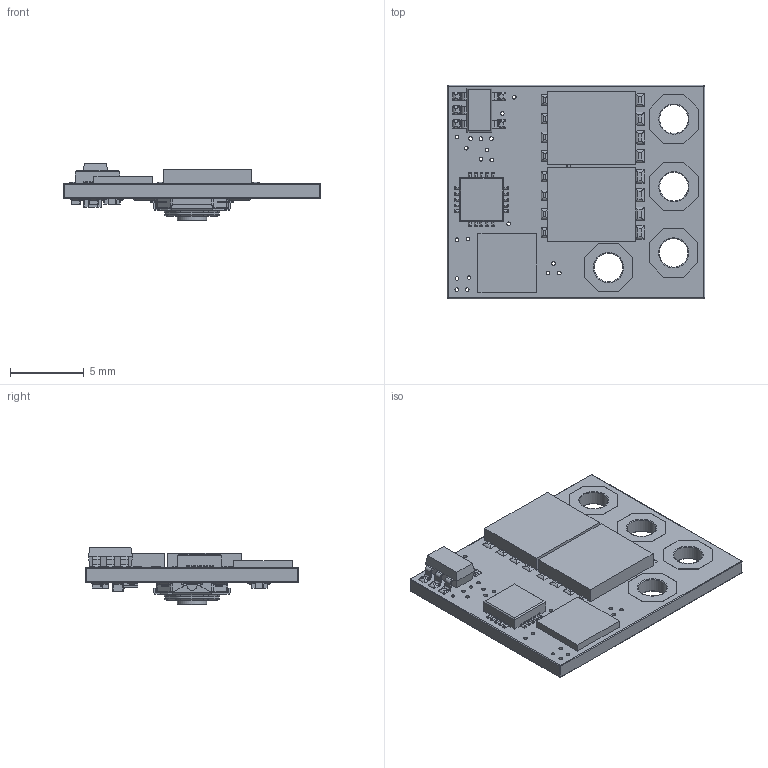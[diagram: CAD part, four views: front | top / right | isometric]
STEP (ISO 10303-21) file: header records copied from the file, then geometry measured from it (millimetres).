
FILE_DESCRIPTION (( 'STEP AP214' ), '1' );
FILE_NAME ('0102LBF003S Labfet Board (merged).STEP', '2019-11-22T11:41:37', ( '' ), ( '' ), 'SwSTEP 2.0', 'SolidWorks 2019', '' );
FILE_SCHEMA (( 'AUTOMOTIVE_DESIGN' ));
Length unit declared in the file: millimetre
Products named in the file (2): 0102LBF003S Labfet Board (merged)
Bounding box: 17.5 x 14.5 x 3.9 mm (x, y, z)
Volume: 350.9 mm3; surface area: 749.6 mm2
Topology: 1 solids, 1 shells, 1713 faces, 4549 edges, 2723 vertices
Faces by surface type: plane 740, cylinder 682, bspline 150, sphere 108, torus 32, cone 1
Full cylindrical faces by diameter (mm): 0.25 x25, 1.95 x4, 2 x1, 2.2 x1
Entity records: 70906 total; most frequent: CARTESIAN_POINT 18289, ORIENTED_EDGE 8806, DIRECTION 7944, EDGE_CURVE 4403, LINE 2796, VECTOR 2796, VERTEX_POINT 2721, AXIS2_PLACEMENT_3D 2574
